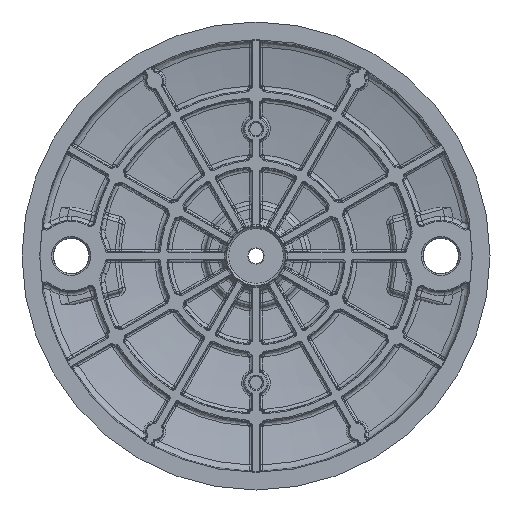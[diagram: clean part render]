
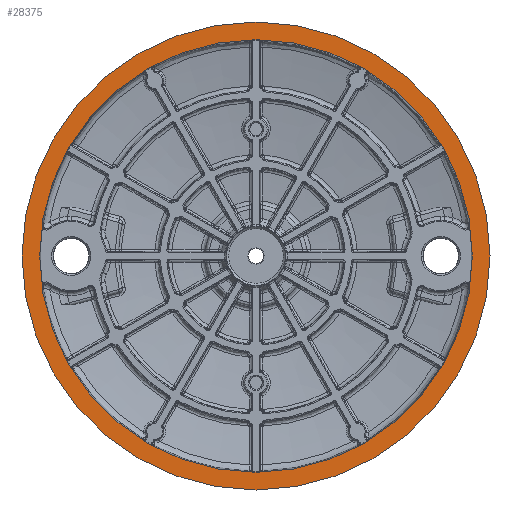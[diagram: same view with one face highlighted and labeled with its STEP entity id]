
A CAD part, front view. The second image highlights one B-rep face of the part: STEP entity #28375.
In plain terms, the highlighted planar face has unit normal (0, -1, 0).
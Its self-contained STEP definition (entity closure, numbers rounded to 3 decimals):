
#2798 = CARTESIAN_POINT ( 'NONE',  ( 0., 0., 59.5 ) ) ;
#5665 = CARTESIAN_POINT ( 'NONE',  ( 0., 0., 0. ) ) ;
#8296 = CARTESIAN_POINT ( 'NONE',  ( 0., 0., -55. ) ) ;
#9800 = CIRCLE ( 'NONE', #94289, 59.5 ) ;
#9827 = DIRECTION ( 'NONE',  ( 0., 1., 0. ) ) ;
#13691 = DIRECTION ( 'NONE',  ( 0., 0., -1. ) ) ;
#24595 = CARTESIAN_POINT ( 'NONE',  ( 0., 0., 0. ) ) ;
#27343 = CARTESIAN_POINT ( 'NONE',  ( 0., 0., 55. ) ) ;
#28375 = ADVANCED_FACE ( 'NONE', ( #63960, #84956 ), #83737, .F. ) ;
#29671 = EDGE_CURVE ( 'NONE', #60973, #53867, #38557, .T. ) ;
#32615 = DIRECTION ( 'NONE',  ( 0., 0., -1. ) ) ;
#36633 = DIRECTION ( 'NONE',  ( 0., 1., 0. ) ) ;
#37740 = DIRECTION ( 'NONE',  ( 0., -1., 0. ) ) ;
#37806 = EDGE_CURVE ( 'NONE', #55981, #101733, #59158, .T. ) ;
#37842 = ORIENTED_EDGE ( 'NONE', *, *, #37806, .F. ) ;
#38557 = CIRCLE ( 'NONE', #91430, 55. ) ;
#53867 = VERTEX_POINT ( 'NONE', #27343 ) ;
#55981 = VERTEX_POINT ( 'NONE', #2798 ) ;
#57585 = CARTESIAN_POINT ( 'NONE',  ( 0., 0., 0. ) ) ;
#59158 = CIRCLE ( 'NONE', #74056, 59.5 ) ;
#60973 = VERTEX_POINT ( 'NONE', #8296 ) ;
#60984 = EDGE_CURVE ( 'NONE', #53867, #60973, #85568, .T. ) ;
#61369 = DIRECTION ( 'NONE',  ( 0., 1., 0. ) ) ;
#63960 = FACE_BOUND ( 'NONE', #93055, .T. ) ;
#65540 = DIRECTION ( 'NONE',  ( 0., 0., -1. ) ) ;
#67136 = EDGE_LOOP ( 'NONE', ( #79818, #37842 ) ) ;
#69721 = ORIENTED_EDGE ( 'NONE', *, *, #60984, .F. ) ;
#74056 = AXIS2_PLACEMENT_3D ( 'NONE', #57585, #9827, #65540 ) ;
#76304 = CARTESIAN_POINT ( 'NONE',  ( 0., 0., -59.5 ) ) ;
#79818 = ORIENTED_EDGE ( 'NONE', *, *, #101050, .F. ) ;
#80118 = DIRECTION ( 'NONE',  ( 0., -1., 0. ) ) ;
#82577 = AXIS2_PLACEMENT_3D ( 'NONE', #24595, #80118, #32615 ) ;
#83737 = PLANE ( 'NONE',  #97947 ) ;
#84054 = ORIENTED_EDGE ( 'NONE', *, *, #29671, .F. ) ;
#84095 = CARTESIAN_POINT ( 'NONE',  ( -7.468, 0., 0. ) ) ;
#84956 = FACE_OUTER_BOUND ( 'NONE', #67136, .T. ) ;
#85184 = CARTESIAN_POINT ( 'NONE',  ( 0., 0., 0. ) ) ;
#85568 = CIRCLE ( 'NONE', #82577, 55. ) ;
#91430 = AXIS2_PLACEMENT_3D ( 'NONE', #85184, #37740, #93155 ) ;
#92047 = DIRECTION ( 'NONE',  ( 0., 0., 1. ) ) ;
#93055 = EDGE_LOOP ( 'NONE', ( #84054, #69721 ) ) ;
#93155 = DIRECTION ( 'NONE',  ( 0., 0., -1. ) ) ;
#94289 = AXIS2_PLACEMENT_3D ( 'NONE', #5665, #61369, #13691 ) ;
#97947 = AXIS2_PLACEMENT_3D ( 'NONE', #84095, #36633, #92047 ) ;
#101050 = EDGE_CURVE ( 'NONE', #101733, #55981, #9800, .T. ) ;
#101733 = VERTEX_POINT ( 'NONE', #76304 ) ;
